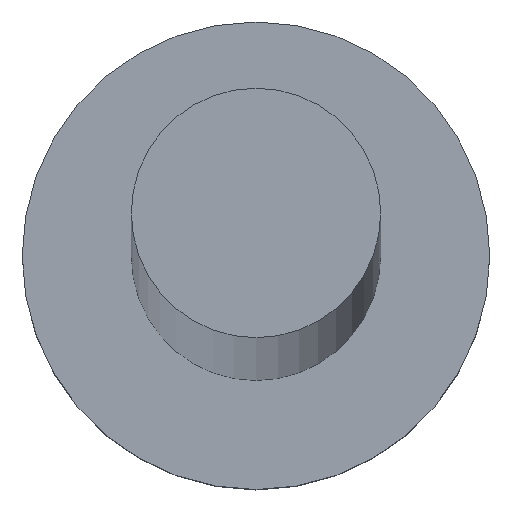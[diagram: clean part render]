
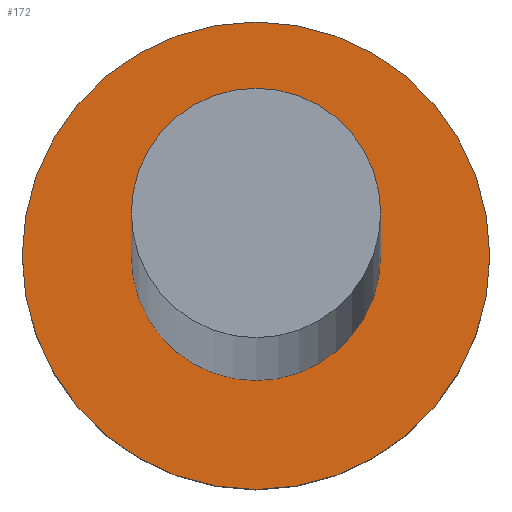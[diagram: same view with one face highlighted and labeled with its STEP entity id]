
A CAD part, top view. The second image highlights one B-rep face of the part: STEP entity #172.
In plain terms, the highlighted planar face has unit normal (0, 0, 1).
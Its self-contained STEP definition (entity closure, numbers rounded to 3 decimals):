
#3 = CARTESIAN_POINT ( 'NONE',  ( -1.6, 0., 3. ) ) ;
#7 = AXIS2_PLACEMENT_3D ( 'NONE', #250, #220, #69 ) ;
#30 = CARTESIAN_POINT ( 'NONE',  ( 0., 0., 3. ) ) ;
#32 = AXIS2_PLACEMENT_3D ( 'NONE', #93, #111, #176 ) ;
#41 = ORIENTED_EDGE ( 'NONE', *, *, #119, .T. ) ;
#53 = CARTESIAN_POINT ( 'NONE',  ( 3., 0., 3. ) ) ;
#60 = EDGE_LOOP ( 'NONE', ( #142, #41 ) ) ;
#66 = EDGE_CURVE ( 'NONE', #164, #203, #128, .T. ) ;
#67 = CARTESIAN_POINT ( 'NONE',  ( 1.6, 0., 3. ) ) ;
#69 = DIRECTION ( 'NONE',  ( 1., 0., 0. ) ) ;
#70 = DIRECTION ( 'NONE',  ( 1., 0., 0. ) ) ;
#73 = AXIS2_PLACEMENT_3D ( 'NONE', #120, #202, #165 ) ;
#93 = CARTESIAN_POINT ( 'NONE',  ( 0., 0., 3. ) ) ;
#101 = EDGE_LOOP ( 'NONE', ( #184, #179 ) ) ;
#111 = DIRECTION ( 'NONE',  ( 0., 0., 1. ) ) ;
#119 = EDGE_CURVE ( 'NONE', #125, #186, #218, .T. ) ;
#120 = CARTESIAN_POINT ( 'NONE',  ( 0., 0., 3. ) ) ;
#121 = DIRECTION ( 'NONE',  ( 1., 0., 0. ) ) ;
#123 = AXIS2_PLACEMENT_3D ( 'NONE', #30, #247, #70 ) ;
#125 = VERTEX_POINT ( 'NONE', #53 ) ;
#128 = CIRCLE ( 'NONE', #7, 1.6 ) ;
#132 = EDGE_CURVE ( 'NONE', #186, #125, #208, .T. ) ;
#134 = FACE_OUTER_BOUND ( 'NONE', #60, .T. ) ;
#135 = PLANE ( 'NONE',  #123 ) ;
#142 = ORIENTED_EDGE ( 'NONE', *, *, #132, .T. ) ;
#153 = AXIS2_PLACEMENT_3D ( 'NONE', #199, #233, #121 ) ;
#161 = FACE_BOUND ( 'NONE', #101, .T. ) ;
#164 = VERTEX_POINT ( 'NONE', #3 ) ;
#165 = DIRECTION ( 'NONE',  ( 1., 0., 0. ) ) ;
#172 = ADVANCED_FACE ( 'NONE', ( #161, #134 ), #135, .T. ) ;
#176 = DIRECTION ( 'NONE',  ( 1., 0., 0. ) ) ;
#179 = ORIENTED_EDGE ( 'NONE', *, *, #232, .F. ) ;
#184 = ORIENTED_EDGE ( 'NONE', *, *, #66, .F. ) ;
#186 = VERTEX_POINT ( 'NONE', #215 ) ;
#199 = CARTESIAN_POINT ( 'NONE',  ( 0., 0., 3. ) ) ;
#202 = DIRECTION ( 'NONE',  ( 0., 0., 1. ) ) ;
#203 = VERTEX_POINT ( 'NONE', #67 ) ;
#208 = CIRCLE ( 'NONE', #153, 3. ) ;
#215 = CARTESIAN_POINT ( 'NONE',  ( -3., 0., 3. ) ) ;
#218 = CIRCLE ( 'NONE', #73, 3. ) ;
#220 = DIRECTION ( 'NONE',  ( 0., 0., 1. ) ) ;
#232 = EDGE_CURVE ( 'NONE', #203, #164, #246, .T. ) ;
#233 = DIRECTION ( 'NONE',  ( 0., 0., 1. ) ) ;
#246 = CIRCLE ( 'NONE', #32, 1.6 ) ;
#247 = DIRECTION ( 'NONE',  ( 0., 0., 1. ) ) ;
#250 = CARTESIAN_POINT ( 'NONE',  ( 0., 0., 3. ) ) ;
